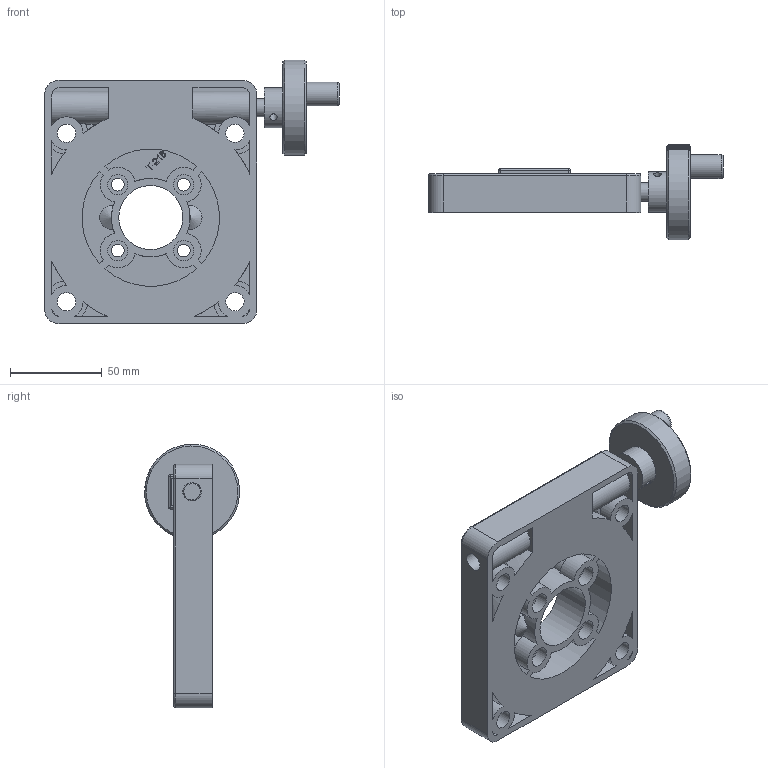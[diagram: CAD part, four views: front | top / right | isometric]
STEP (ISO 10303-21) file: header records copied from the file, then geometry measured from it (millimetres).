
FILE_DESCRIPTION(/* description */ ('Unknown'),/* implementation_level */ '2;1');
FILE_NAME(/* name */ 'A-0000089-Winkelverstellung',/* time_stamp */ '2020-03-19T15:49:13+01:00',/* author */ ('Unknown'),/* organization */ ('Unknown'),/* preprocessor_version */ 'ST-DEVELOPER v16.7',/* originating_system */ 'Solid Edge',/* authorisation */ 'Unknown');
FILE_SCHEMA (('AUTOMOTIVE_DESIGN {1 0 10303 214 3 1 1}'));
Products named in the file (1): A-0000089-Winkelverstellung-dy
Bounding box: 161.05 x 51.9 x 143.97 mm (x, y, z)
Volume: 274313.3 mm3; surface area: 77406.2 mm2
Topology: 1 solids, 7 shells, 1975 faces, 5612 edges, 3734 vertices
Faces by surface type: plane 1392, cylinder 477, bspline 86, torus 9, cone 7, sphere 4
Full cylindrical faces by diameter (mm): 4 x1, 5 x2, 7 x4, 10 x6, 10.1 x2, 11 x4, 13 x1, 15 x4, 22 x1, 35 x1, 90 x1, 90.05 x1
Entity records: 69620 total; most frequent: CARTESIAN_POINT 17485, ORIENTED_EDGE 11042, DIRECTION 10845, EDGE_CURVE 5521, VERTEX_POINT 3712, AXIS2_PLACEMENT_3D 3621, LINE 3603, VECTOR 3603
